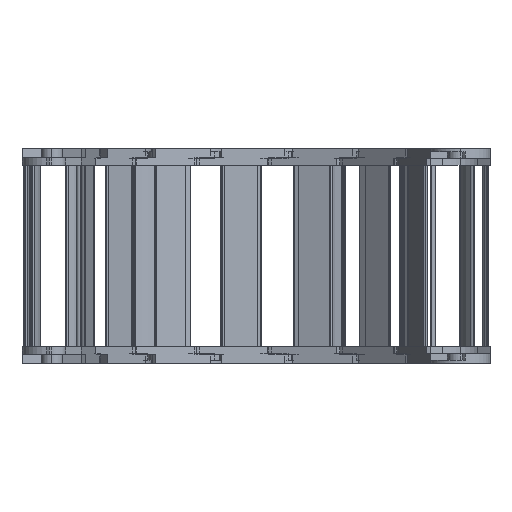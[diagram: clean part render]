
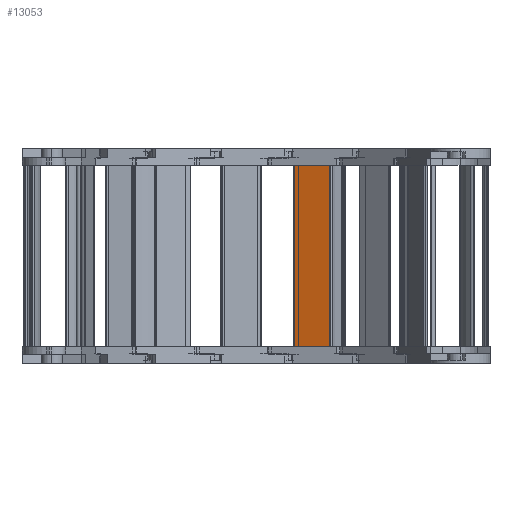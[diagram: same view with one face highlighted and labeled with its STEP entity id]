
A CAD part, left-side view. The second image highlights one B-rep face of the part: STEP entity #13053.
In plain terms, the highlighted planar face has unit normal (-0.949, 0.315, 0).
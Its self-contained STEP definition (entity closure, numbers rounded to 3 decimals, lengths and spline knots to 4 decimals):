
#581 = PLANE ( 'NONE',  #69857 ) ;
#1276 = CARTESIAN_POINT ( 'NONE',  ( 2.5781, 2.5213, 1.378 ) ) ;
#3880 = DIRECTION ( 'NONE',  ( 0., 0., -1. ) ) ;
#4655 = CARTESIAN_POINT ( 'NONE',  ( 2.5781, 2.5213, -1.378 ) ) ;
#10491 = LINE ( 'NONE', #57990, #53138 ) ;
#12279 = CARTESIAN_POINT ( 'NONE',  ( 2.5781, 2.5213, 1.378 ) ) ;
#13053 = ADVANCED_FACE ( 'NONE', ( #23961 ), #581, .F. ) ;
#15047 = VECTOR ( 'NONE', #54974, 39.3701 ) ;
#20977 = VERTEX_POINT ( 'NONE', #38802 ) ;
#23961 = FACE_OUTER_BOUND ( 'NONE', #32660, .T. ) ;
#26720 = LINE ( 'NONE', #65493, #15047 ) ;
#31159 = LINE ( 'NONE', #55303, #52040 ) ;
#32660 = EDGE_LOOP ( 'NONE', ( #43986, #43967, #70266, #73088 ) ) ;
#38802 = CARTESIAN_POINT ( 'NONE',  ( 2.5781, 2.5213, 1.378 ) ) ;
#39472 = VECTOR ( 'NONE', #60459, 39.3701 ) ;
#43967 = ORIENTED_EDGE ( 'NONE', *, *, #56058, .F. ) ;
#43986 = ORIENTED_EDGE ( 'NONE', *, *, #64942, .F. ) ;
#44010 = DIRECTION ( 'NONE',  ( 0.315, 0.949, 0. ) ) ;
#46520 = CARTESIAN_POINT ( 'NONE',  ( 2.396, 1.972, -1.378 ) ) ;
#49280 = VERTEX_POINT ( 'NONE', #4655 ) ;
#51457 = VERTEX_POINT ( 'NONE', #46520 ) ;
#52040 = VECTOR ( 'NONE', #44010, 39.3701 ) ;
#53138 = VECTOR ( 'NONE', #3880, 39.3701 ) ;
#54974 = DIRECTION ( 'NONE',  ( 0., 0., 1. ) ) ;
#55303 = CARTESIAN_POINT ( 'NONE',  ( 2.5781, 2.5213, -1.378 ) ) ;
#56058 = EDGE_CURVE ( 'NONE', #20977, #67390, #67468, .T. ) ;
#57990 = CARTESIAN_POINT ( 'NONE',  ( 2.396, 1.972, 1.378 ) ) ;
#59023 = DIRECTION ( 'NONE',  ( 0., 0., -1. ) ) ;
#60459 = DIRECTION ( 'NONE',  ( -0.315, -0.949, 0. ) ) ;
#62461 = EDGE_CURVE ( 'NONE', #51457, #49280, #31159, .T. ) ;
#64942 = EDGE_CURVE ( 'NONE', #67390, #51457, #10491, .T. ) ;
#65493 = CARTESIAN_POINT ( 'NONE',  ( 2.5781, 2.5213, 1.378 ) ) ;
#67390 = VERTEX_POINT ( 'NONE', #67861 ) ;
#67468 = LINE ( 'NONE', #1276, #39472 ) ;
#67861 = CARTESIAN_POINT ( 'NONE',  ( 2.396, 1.972, 1.378 ) ) ;
#69857 = AXIS2_PLACEMENT_3D ( 'NONE', #12279, #70725, #59023 ) ;
#70266 = ORIENTED_EDGE ( 'NONE', *, *, #76809, .F. ) ;
#70725 = DIRECTION ( 'NONE',  ( 0.949, -0.315, 0. ) ) ;
#73088 = ORIENTED_EDGE ( 'NONE', *, *, #62461, .F. ) ;
#76809 = EDGE_CURVE ( 'NONE', #49280, #20977, #26720, .T. ) ;
